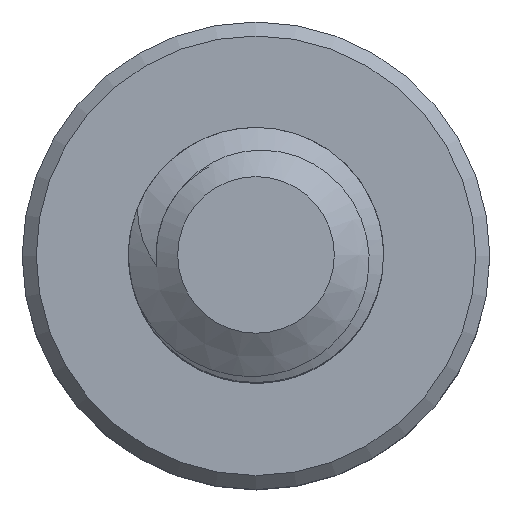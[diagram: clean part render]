
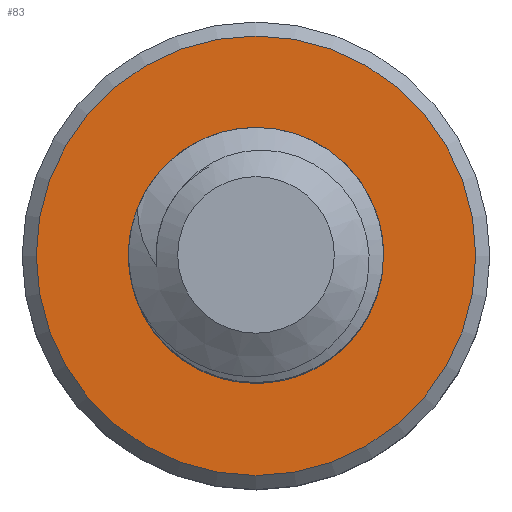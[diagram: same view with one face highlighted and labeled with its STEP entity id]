
A CAD part, top view. The second image highlights one B-rep face of the part: STEP entity #83.
In plain terms, the highlighted planar face has unit normal (0, 0, 1).
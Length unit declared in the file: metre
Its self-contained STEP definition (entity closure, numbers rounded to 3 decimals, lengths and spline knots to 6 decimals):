
#83 = ADVANCED_FACE( 'NONE', ( #172, #173 ), #174, .F. );
#172 = FACE_OUTER_BOUND( '', #1118, .T. );
#173 = FACE_BOUND( '', #1119, .T. );
#174 = PLANE( '', #1120 );
#1118 = EDGE_LOOP( '', ( #1405 ) );
#1119 = EDGE_LOOP( '', ( #1406 ) );
#1120 = AXIS2_PLACEMENT_3D( '', #1407, #1408, #1409 );
#1405 = ORIENTED_EDGE( '', *, *, #1608, .T. );
#1406 = ORIENTED_EDGE( '', *, *, #1562, .F. );
#1407 = CARTESIAN_POINT( '', ( 0., 0., -0.006 ) );
#1408 = DIRECTION( '', ( 0., 0., -1. ) );
#1409 = DIRECTION( '', ( 0., -1., 0. ) );
#1562 = EDGE_CURVE( 'NONE', #1774, #1774, #1775, .T. );
#1608 = EDGE_CURVE( 'NONE', #1855, #1855, #1856, .T. );
#1774 = VERTEX_POINT( '', #2722 );
#1775 = CIRCLE( '', #2723, 0.0015 );
#1855 = VERTEX_POINT( '', #3184 );
#1856 = CIRCLE( '', #3185, 0.002585 );
#2722 = CARTESIAN_POINT( '', ( 0.0015, 0., -0.006 ) );
#2723 = AXIS2_PLACEMENT_3D( '', #3699, #3700, #3701 );
#3184 = CARTESIAN_POINT( '', ( -0.002585, 0., -0.006 ) );
#3185 = AXIS2_PLACEMENT_3D( '', #3718, #3719, #3720 );
#3699 = CARTESIAN_POINT( '', ( 0., 0., -0.006 ) );
#3700 = DIRECTION( '', ( 0., 0., 1. ) );
#3701 = DIRECTION( '', ( 1., 0., 0. ) );
#3718 = CARTESIAN_POINT( '', ( 0., 0., -0.006 ) );
#3719 = DIRECTION( '', ( 0., 0., 1. ) );
#3720 = DIRECTION( '', ( -1., 0., 0. ) );
